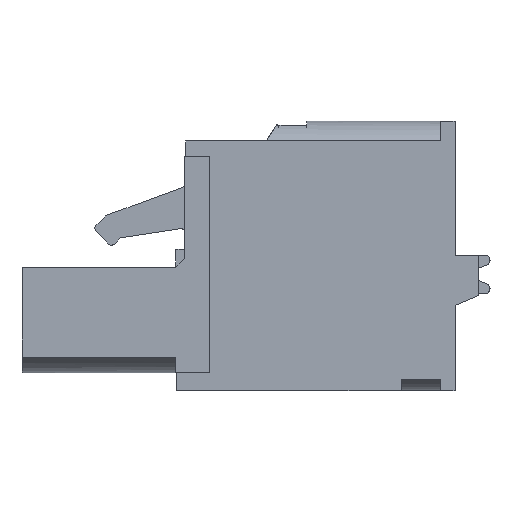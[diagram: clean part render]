
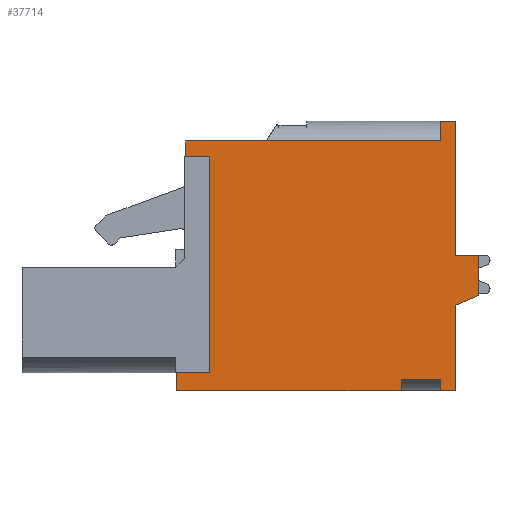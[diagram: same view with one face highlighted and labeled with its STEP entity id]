
A CAD part, left-side view. The second image highlights one B-rep face of the part: STEP entity #37714.
In plain terms, the highlighted planar face has unit normal (-1, 0, 0).
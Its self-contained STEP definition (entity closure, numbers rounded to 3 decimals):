
#3542=ORIENTED_EDGE('',*,*,#14305,.T.);
#3543=ORIENTED_EDGE('',*,*,#12433,.T.);
#3544=ORIENTED_EDGE('',*,*,#13355,.T.);
#3545=ORIENTED_EDGE('',*,*,#13024,.T.);
#3546=ORIENTED_EDGE('',*,*,#14306,.T.);
#3547=ORIENTED_EDGE('',*,*,#12898,.T.);
#3548=ORIENTED_EDGE('',*,*,#13273,.F.);
#3549=ORIENTED_EDGE('',*,*,#13150,.F.);
#3550=ORIENTED_EDGE('',*,*,#14307,.T.);
#3551=ORIENTED_EDGE('',*,*,#14289,.T.);
#3552=ORIENTED_EDGE('',*,*,#14308,.T.);
#3553=ORIENTED_EDGE('',*,*,#14309,.F.);
#3554=ORIENTED_EDGE('',*,*,#12592,.T.);
#3555=ORIENTED_EDGE('',*,*,#14310,.T.);
#3556=ORIENTED_EDGE('',*,*,#14311,.T.);
#3557=ORIENTED_EDGE('',*,*,#14312,.F.);
#3558=ORIENTED_EDGE('',*,*,#14313,.F.);
#3559=ORIENTED_EDGE('',*,*,#13224,.T.);
#12433=EDGE_CURVE('',#18035,#18034,#21720,.T.);
#12592=EDGE_CURVE('',#18194,#18193,#21879,.T.);
#12898=EDGE_CURVE('',#18500,#18499,#22127,.T.);
#13024=EDGE_CURVE('',#18626,#18625,#22253,.T.);
#13150=EDGE_CURVE('',#18750,#18751,#22379,.T.);
#13224=EDGE_CURVE('',#18825,#18824,#22453,.T.);
#13273=EDGE_CURVE('',#18751,#18499,#22487,.T.);
#13355=EDGE_CURVE('',#18034,#18626,#22569,.T.);
#14289=EDGE_CURVE('',#19508,#19507,#23262,.T.);
#14305=EDGE_CURVE('',#18824,#18035,#23268,.T.);
#14306=EDGE_CURVE('',#18625,#18500,#23269,.T.);
#14307=EDGE_CURVE('',#18750,#19508,#23270,.T.);
#14308=EDGE_CURVE('',#19507,#19516,#23271,.T.);
#14309=EDGE_CURVE('',#18194,#19516,#23272,.T.);
#14310=EDGE_CURVE('',#18193,#19517,#23273,.T.);
#14311=EDGE_CURVE('',#19517,#19518,#23274,.T.);
#14312=EDGE_CURVE('',#19519,#19518,#23275,.T.);
#14313=EDGE_CURVE('',#18825,#19519,#23276,.T.);
#18034=VERTEX_POINT('',#52263);
#18035=VERTEX_POINT('',#52265);
#18193=VERTEX_POINT('',#52582);
#18194=VERTEX_POINT('',#52584);
#18499=VERTEX_POINT('',#53210);
#18500=VERTEX_POINT('',#53212);
#18625=VERTEX_POINT('',#53463);
#18626=VERTEX_POINT('',#53465);
#18750=VERTEX_POINT('',#53715);
#18751=VERTEX_POINT('',#53717);
#18824=VERTEX_POINT('',#53864);
#18825=VERTEX_POINT('',#53866);
#19507=VERTEX_POINT('',#55978);
#19508=VERTEX_POINT('',#55980);
#19516=VERTEX_POINT('',#56012);
#19517=VERTEX_POINT('',#56015);
#19518=VERTEX_POINT('',#56017);
#19519=VERTEX_POINT('',#56019);
#21720=LINE('',#52264,#26611);
#21879=LINE('',#52583,#26770);
#22127=LINE('',#53211,#27018);
#22253=LINE('',#53464,#27144);
#22379=LINE('',#53716,#27270);
#22453=LINE('',#53865,#27344);
#22487=LINE('',#53962,#27378);
#22569=LINE('',#54099,#27460);
#23262=LINE('',#55979,#28153);
#23268=LINE('',#56008,#28159);
#23269=LINE('',#56009,#28160);
#23270=LINE('',#56010,#28161);
#23271=LINE('',#56011,#28162);
#23272=LINE('',#56013,#28163);
#23273=LINE('',#56014,#28164);
#23274=LINE('',#56016,#28165);
#23275=LINE('',#56018,#28166);
#23276=LINE('',#56020,#28167);
#26611=VECTOR('',#42066,1000.);
#26770=VECTOR('',#42227,1000.);
#27018=VECTOR('',#42623,1000.);
#27144=VECTOR('',#42751,1000.);
#27270=VECTOR('',#42879,1000.);
#27344=VECTOR('',#42955,1000.);
#27378=VECTOR('',#43039,1000.);
#27460=VECTOR('',#43123,1000.);
#28153=VECTOR('',#44800,1000.);
#28159=VECTOR('',#44836,1000.);
#28160=VECTOR('',#44837,1000.);
#28161=VECTOR('',#44838,1000.);
#28162=VECTOR('',#44839,1000.);
#28163=VECTOR('',#44840,1000.);
#28164=VECTOR('',#44841,1000.);
#28165=VECTOR('',#44842,1000.);
#28166=VECTOR('',#44843,1000.);
#28167=VECTOR('',#44844,1000.);
#31832=EDGE_LOOP('',(#3542,#3543,#3544,#3545,#3546,#3547,#3548,#3549,#3550,
#3551,#3552,#3553,#3554,#3555,#3556,#3557,#3558,#3559));
#33983=FACE_BOUND('',#31832,.T.);
#36012=PLANE('',#39987);
#37714=ADVANCED_FACE('',(#33983),#36012,.T.);
#39987=AXIS2_PLACEMENT_3D('',#56007,#44834,#44835);
#42066=DIRECTION('',(0.,1.,0.));
#42227=DIRECTION('',(0.,0.,1.));
#42623=DIRECTION('',(0.,1.,0.));
#42751=DIRECTION('',(0.,-1.,0.));
#42879=DIRECTION('',(0.,1.,0.));
#42955=DIRECTION('',(0.,1.,0.));
#43039=DIRECTION('',(0.,0.,1.));
#43123=DIRECTION('',(0.,0.,-1.));
#44800=DIRECTION('',(0.,-1.,0.));
#44834=DIRECTION('',(-1.,0.,0.));
#44835=DIRECTION('',(0.,0.,1.));
#44836=DIRECTION('',(0.,0.,-1.));
#44837=DIRECTION('',(0.,0.,-1.));
#44838=DIRECTION('',(0.,0.,1.));
#44839=DIRECTION('',(0.,0.,-1.));
#44840=DIRECTION('',(0.,1.,0.));
#44841=DIRECTION('',(0.,-0.921,0.39));
#44842=DIRECTION('',(0.,0.,1.));
#44843=DIRECTION('',(0.,-1.,0.));
#44844=DIRECTION('',(0.,0.,-1.));
#52263=CARTESIAN_POINT('',(-35.56,7.9,6.4));
#52264=CARTESIAN_POINT('',(-35.56,3.4,6.4));
#52265=CARTESIAN_POINT('',(-35.56,-6.3,6.4));
#52582=CARTESIAN_POINT('',(-35.56,-7.1,-2.75));
#52583=CARTESIAN_POINT('',(-35.56,-7.1,-7.5));
#52584=CARTESIAN_POINT('',(-35.56,-7.1,-7.5));
#53210=CARTESIAN_POINT('',(-35.56,8.4,-6.5));
#53211=CARTESIAN_POINT('',(-35.56,8.4,-6.5));
#53212=CARTESIAN_POINT('',(-35.56,6.57,-6.5));
#53463=CARTESIAN_POINT('',(-35.56,6.57,5.55));
#53464=CARTESIAN_POINT('',(-35.56,7.9,5.55));
#53465=CARTESIAN_POINT('',(-35.56,7.9,5.55));
#53715=CARTESIAN_POINT('',(-35.56,-4.1,-7.5));
#53716=CARTESIAN_POINT('',(-35.56,-8.4,-7.5));
#53717=CARTESIAN_POINT('',(-35.56,8.4,-7.5));
#53864=CARTESIAN_POINT('',(-35.56,-6.3,7.5));
#53865=CARTESIAN_POINT('',(-35.56,-8.4,7.5));
#53866=CARTESIAN_POINT('',(-35.56,-7.1,7.5));
#53962=CARTESIAN_POINT('',(-35.56,8.4,-7.5));
#54099=CARTESIAN_POINT('',(-35.56,7.9,6.4));
#55978=CARTESIAN_POINT('',(-35.56,-6.3,-6.9));
#55979=CARTESIAN_POINT('',(-35.56,-4.1,-6.9));
#55980=CARTESIAN_POINT('',(-35.56,-4.1,-6.9));
#56007=CARTESIAN_POINT('',(-35.56,-8.4,-7.5));
#56008=CARTESIAN_POINT('',(-35.56,-6.3,7.701));
#56009=CARTESIAN_POINT('',(-35.56,6.57,5.55));
#56010=CARTESIAN_POINT('',(-35.56,-4.1,-7.5));
#56011=CARTESIAN_POINT('',(-35.56,-6.3,-6.9));
#56012=CARTESIAN_POINT('',(-35.56,-6.3,-7.5));
#56013=CARTESIAN_POINT('',(-35.56,-8.4,-7.5));
#56014=CARTESIAN_POINT('',(-35.56,-7.1,-2.75));
#56015=CARTESIAN_POINT('',(-35.56,-8.4,-2.2));
#56016=CARTESIAN_POINT('',(-35.56,-8.4,-7.5));
#56017=CARTESIAN_POINT('',(-35.56,-8.4,0.05));
#56018=CARTESIAN_POINT('',(-35.56,-8.4,0.05));
#56019=CARTESIAN_POINT('',(-35.56,-7.1,0.05));
#56020=CARTESIAN_POINT('',(-35.56,-7.1,7.5));
